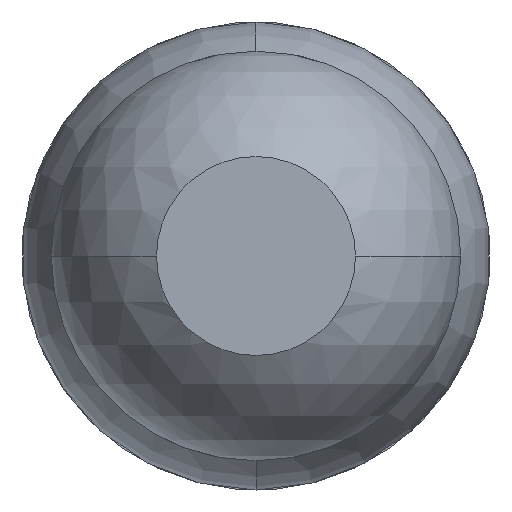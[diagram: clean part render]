
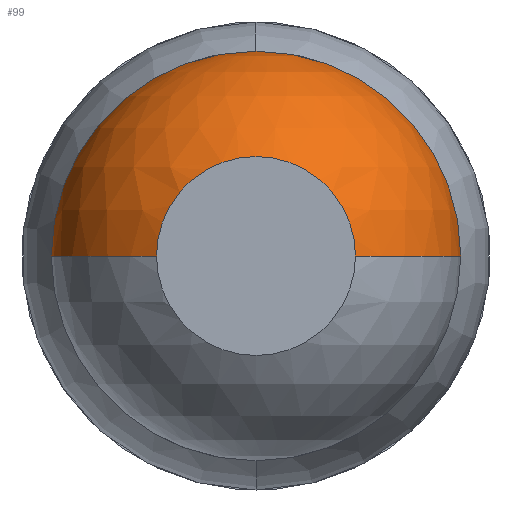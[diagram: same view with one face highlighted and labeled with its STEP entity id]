
A CAD part, front view. The second image highlights one B-rep face of the part: STEP entity #99.
In plain terms, the highlighted spherical face has radius 0.35 mm.
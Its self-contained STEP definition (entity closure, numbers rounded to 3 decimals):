
#7 = VERTEX_POINT ( 'NONE', #695 ) ;
#99 = ADVANCED_FACE ( 'Defeature ausgef�hrt2_4', ( #1052 ), #1587, .T. ) ;
#169 = EDGE_CURVE ( 'Defeature ausgef�hrt2_9+Defeature ausgef�hrt2_4+Defeature ausgef�hrt2_4+Defeature ausgef�hrt2_4', #239, #1575, #2461, .T. ) ;
#182 = VERTEX_POINT ( 'NONE', #1896 ) ;
#191 = DIRECTION ( 'NONE',  ( 0., -1., 0. ) ) ;
#239 = VERTEX_POINT ( 'NONE', #2362 ) ;
#242 = DIRECTION ( 'NONE',  ( 0., 0., 1. ) ) ;
#281 = EDGE_LOOP ( 'NONE', ( #1763, #2378, #1083, #1758, #2558, #1174 ) ) ;
#355 = EDGE_CURVE ( 'Defeature ausgef�hrt2_3+Defeature ausgef�hrt2_4+Defeature ausgef�hrt2_4+Defeature ausgef�hrt2_4', #7, #1568, #2838, .T. ) ;
#584 = CARTESIAN_POINT ( 'NONE',  ( -0.17, -14., 0. ) ) ;
#599 = EDGE_CURVE ( 'Defeature ausgef�hrt2_9+Defeature ausgef�hrt2_4+Defeature ausgef�hrt2_4+Defeature ausgef�hrt2_4', #1251, #239, #1414, .T. ) ;
#621 = CARTESIAN_POINT ( 'NONE',  ( 0., -13.694, 0. ) ) ;
#633 = CARTESIAN_POINT ( 'NONE',  ( 0., -13.694, 0. ) ) ;
#640 = CIRCLE ( 'NONE', #1260, 0.35 ) ;
#641 = DIRECTION ( 'NONE',  ( 0., 0., 1. ) ) ;
#671 = CARTESIAN_POINT ( 'NONE',  ( 0.17, -14., 0. ) ) ;
#695 = CARTESIAN_POINT ( 'NONE',  ( 0., -13.694, 0.35 ) ) ;
#839 = DIRECTION ( 'NONE',  ( 1., 0., 0. ) ) ;
#868 = DIRECTION ( 'NONE',  ( 0., 1., 0. ) ) ;
#1052 = FACE_OUTER_BOUND ( 'NONE', #281, .T. ) ;
#1061 = DIRECTION ( 'NONE',  ( 0., 0., -1. ) ) ;
#1082 = CARTESIAN_POINT ( 'NONE',  ( 0.35, -13.694, 0. ) ) ;
#1083 = ORIENTED_EDGE ( 'NONE', *, *, #599, .F. ) ;
#1129 = EDGE_CURVE ( 'Defeature ausgef�hrt2_3+Defeature ausgef�hrt2_4+Defeature ausgef�hrt2_4+Defeature ausgef�hrt2_4', #182, #7, #640, .T. ) ;
#1174 = ORIENTED_EDGE ( 'NONE', *, *, #1129, .F. ) ;
#1236 = EDGE_CURVE ( 'NONE', #1575, #182, #1789, .T. ) ;
#1251 = VERTEX_POINT ( 'NONE', #671 ) ;
#1260 = AXIS2_PLACEMENT_3D ( 'NONE', #621, #868, #242 ) ;
#1338 = DIRECTION ( 'NONE',  ( 0., 0., -1. ) ) ;
#1387 = AXIS2_PLACEMENT_3D ( 'NONE', #633, #641, #839 ) ;
#1414 = CIRCLE ( 'NONE', #2812, 0.17 ) ;
#1478 = CARTESIAN_POINT ( 'NONE',  ( 0., -14., 0. ) ) ;
#1481 = CIRCLE ( 'NONE', #1387, 0.35 ) ;
#1513 = CARTESIAN_POINT ( 'NONE',  ( 0., -14., 0. ) ) ;
#1568 = VERTEX_POINT ( 'NONE', #1082 ) ;
#1575 = VERTEX_POINT ( 'NONE', #584 ) ;
#1587 = SPHERICAL_SURFACE ( 'NONE', #1724, 0.35 ) ;
#1684 = CARTESIAN_POINT ( 'NONE',  ( 0., -13.694, 0. ) ) ;
#1724 = AXIS2_PLACEMENT_3D ( 'NONE', #2762, #2321, #2072 ) ;
#1758 = ORIENTED_EDGE ( 'NONE', *, *, #1967, .T. ) ;
#1763 = ORIENTED_EDGE ( 'NONE', *, *, #1236, .F. ) ;
#1783 = DIRECTION ( 'NONE',  ( -1., 0., 0. ) ) ;
#1789 = CIRCLE ( 'NONE', #2066, 0.35 ) ;
#1896 = CARTESIAN_POINT ( 'NONE',  ( -0.35, -13.694, 0. ) ) ;
#1967 = EDGE_CURVE ( 'NONE', #1251, #1568, #1481, .T. ) ;
#2006 = CARTESIAN_POINT ( 'NONE',  ( 0., -13.694, 0. ) ) ;
#2066 = AXIS2_PLACEMENT_3D ( 'NONE', #2006, #1338, #1783 ) ;
#2072 = DIRECTION ( 'NONE',  ( 1., 0., 0. ) ) ;
#2085 = AXIS2_PLACEMENT_3D ( 'NONE', #1478, #2105, #2783 ) ;
#2105 = DIRECTION ( 'NONE',  ( 0., -1., 0. ) ) ;
#2134 = DIRECTION ( 'NONE',  ( 0., 1., 0. ) ) ;
#2321 = DIRECTION ( 'NONE',  ( 0., 0., -1. ) ) ;
#2361 = DIRECTION ( 'NONE',  ( 0., 0., 1. ) ) ;
#2362 = CARTESIAN_POINT ( 'NONE',  ( 0., -14., 0.17 ) ) ;
#2378 = ORIENTED_EDGE ( 'NONE', *, *, #169, .F. ) ;
#2461 = CIRCLE ( 'NONE', #2085, 0.17 ) ;
#2558 = ORIENTED_EDGE ( 'NONE', *, *, #355, .F. ) ;
#2762 = CARTESIAN_POINT ( 'NONE',  ( 0., -13.694, 0. ) ) ;
#2783 = DIRECTION ( 'NONE',  ( 0., 0., -1. ) ) ;
#2812 = AXIS2_PLACEMENT_3D ( 'NONE', #1513, #191, #1061 ) ;
#2838 = CIRCLE ( 'NONE', #2859, 0.35 ) ;
#2859 = AXIS2_PLACEMENT_3D ( 'NONE', #1684, #2134, #2361 ) ;
